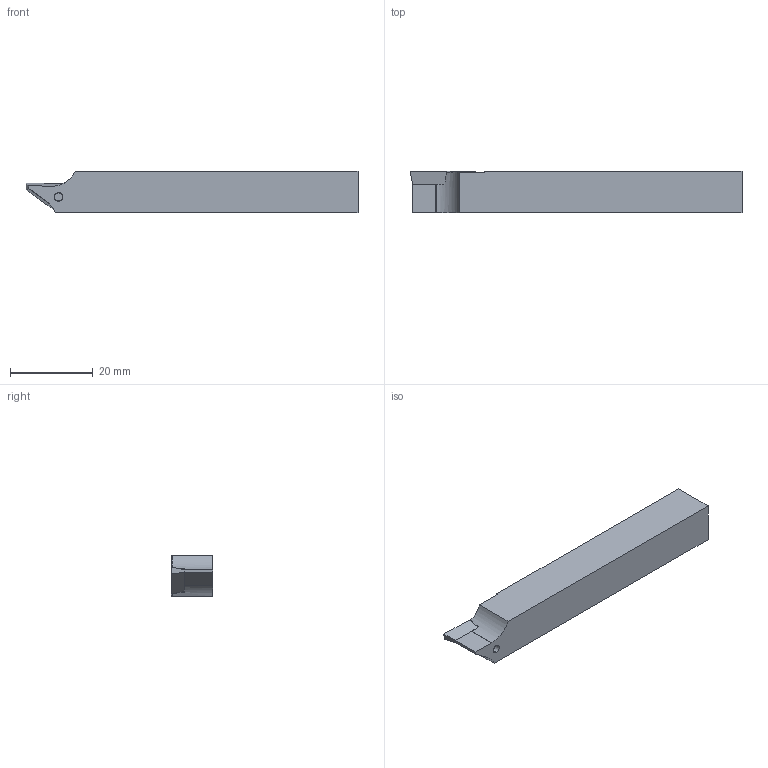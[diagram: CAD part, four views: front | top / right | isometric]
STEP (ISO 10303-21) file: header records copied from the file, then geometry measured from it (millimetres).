
FILE_DESCRIPTION (( 'STEP AP203' ), '1' );
FILE_NAME ('ISO-149-28.step', '2015-04-27T06:46:34', ( 'admin' ), ( 'Microsoft' ), 'SwSTEP 2.0', 'SolidWorks 2015', '' );
FILE_SCHEMA (( 'CONFIG_CONTROL_DESIGN' ));
Length unit declared in the file: millimetre
Products named in the file (4): MSP-7_M2,5X6-TX8 CERATIZIT   Schraube; VPGT 10 R_VPGT 10 R; ISO-149-28; ISO-149-Kunde_28
Assembly tree (3 placements, depth 2):
  ISO-149-28
    ISO-149-Kunde_28
    MSP-7_M2,5X6-TX8 CERATIZIT   Schraube
    VPGT 10 R_VPGT 10 R
Bounding box: 80 x 10 x 10 mm (x, y, z)
Volume: 7333.8 mm3; surface area: 3554.2 mm2
Topology: 3 solids, 3 shells, 71 faces, 177 edges, 112 vertices
Faces by surface type: cylinder 27, plane 27, cone 13, torus 4
Entity records: 2546 total; most frequent: DIRECTION 397, CARTESIAN_POINT 392, ORIENTED_EDGE 350, EDGE_CURVE 175, AXIS2_PLACEMENT_3D 151, VERTEX_POINT 112, VECTOR 95, LINE 95
